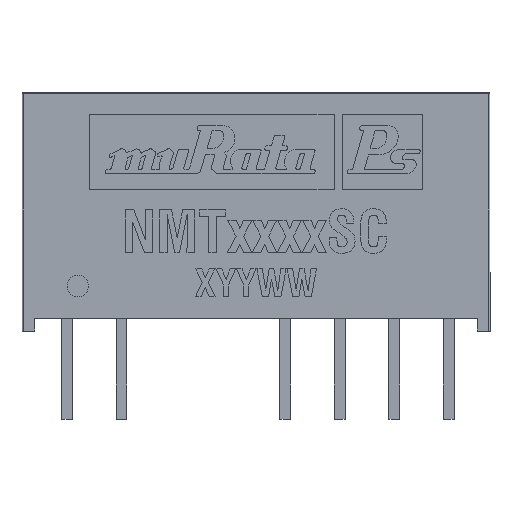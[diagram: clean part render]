
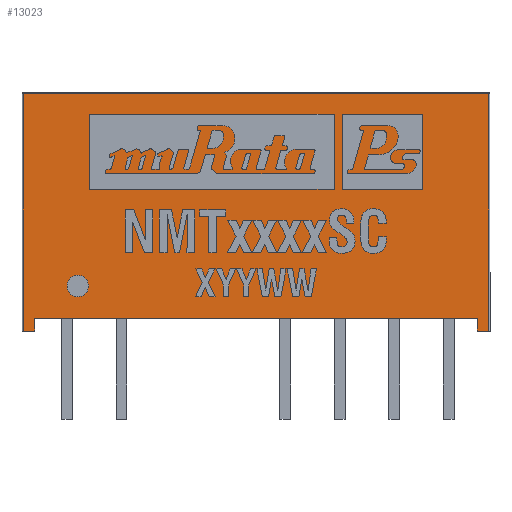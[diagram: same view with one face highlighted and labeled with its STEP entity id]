
A CAD part, top view. The second image highlights one B-rep face of the part: STEP entity #13023.
In plain terms, the highlighted planar face has unit normal (0, 0, 1).
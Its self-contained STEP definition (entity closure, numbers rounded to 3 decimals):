
#315 = DIRECTION ( 'NONE',  ( 0., 1., 0. ) ) ;
#1409 = DIRECTION ( 'NONE',  ( 1., 0., 0. ) ) ;
#1452 = VERTEX_POINT ( 'NONE', #3465 ) ;
#1910 = LINE ( 'NONE', #17258, #6938 ) ;
#2722 = VECTOR ( 'NONE', #14032, 1000. ) ;
#2903 = VECTOR ( 'NONE', #22974, 1000. ) ;
#3109 = CARTESIAN_POINT ( 'NONE',  ( 19.1, 4.1, 1.17 ) ) ;
#3465 = CARTESIAN_POINT ( 'NONE',  ( 19.1, 4.7, 1.17 ) ) ;
#3924 = ORIENTED_EDGE ( 'NONE', *, *, #15000, .F. ) ;
#4401 = VERTEX_POINT ( 'NONE', #19146 ) ;
#5283 = LINE ( 'NONE', #23684, #15987 ) ;
#6656 = EDGE_CURVE ( 'NONE', #21938, #11375, #8635, .T. ) ;
#6938 = VECTOR ( 'NONE', #315, 1000. ) ;
#7542 = ORIENTED_EDGE ( 'NONE', *, *, #25142, .T. ) ;
#7633 = FACE_OUTER_BOUND ( 'NONE', #27584, .T. ) ;
#7936 = ORIENTED_EDGE ( 'NONE', *, *, #10251, .T. ) ;
#8390 = CARTESIAN_POINT ( 'NONE',  ( 19.65, 15.15, 1.17 ) ) ;
#8620 = LINE ( 'NONE', #10143, #2903 ) ;
#8635 = LINE ( 'NONE', #19109, #19352 ) ;
#8955 = VERTEX_POINT ( 'NONE', #19504 ) ;
#9026 = ORIENTED_EDGE ( 'NONE', *, *, #18577, .T. ) ;
#10137 = LINE ( 'NONE', #24535, #26501 ) ;
#10143 = CARTESIAN_POINT ( 'NONE',  ( 19.65, 4.1, 1.17 ) ) ;
#10251 = EDGE_CURVE ( 'NONE', #8955, #1452, #12449, .T. ) ;
#11375 = VERTEX_POINT ( 'NONE', #26608 ) ;
#11442 = DIRECTION ( 'NONE',  ( 1., 0., 0. ) ) ;
#11493 = VERTEX_POINT ( 'NONE', #22798 ) ;
#11946 = CARTESIAN_POINT ( 'NONE',  ( 19.1, 4.1, 1.17 ) ) ;
#12239 = AXIS2_PLACEMENT_3D ( 'NONE', #27060, #14260, #1409 ) ;
#12449 = LINE ( 'NONE', #24170, #18172 ) ;
#12927 = VERTEX_POINT ( 'NONE', #3109 ) ;
#13023 = ADVANCED_FACE ( 'NONE', ( #7633 ), #18462, .F. ) ;
#13076 = EDGE_CURVE ( 'NONE', #4401, #21938, #8620, .T. ) ;
#13310 = LINE ( 'NONE', #11946, #24004 ) ;
#13778 = ORIENTED_EDGE ( 'NONE', *, *, #13076, .T. ) ;
#14032 = DIRECTION ( 'NONE',  ( -1., 0., 0. ) ) ;
#14110 = DIRECTION ( 'NONE',  ( 0., -1., 0. ) ) ;
#14260 = DIRECTION ( 'NONE',  ( 0., 0., -1. ) ) ;
#15000 = EDGE_CURVE ( 'NONE', #11493, #26902, #19161, .T. ) ;
#15086 = ORIENTED_EDGE ( 'NONE', *, *, #17120, .T. ) ;
#15987 = VECTOR ( 'NONE', #23860, 1000. ) ;
#16062 = EDGE_CURVE ( 'NONE', #4401, #12927, #10137, .T. ) ;
#16598 = ORIENTED_EDGE ( 'NONE', *, *, #16062, .F. ) ;
#17120 = EDGE_CURVE ( 'NONE', #1452, #12927, #13310, .T. ) ;
#17175 = CARTESIAN_POINT ( 'NONE',  ( -2.05, 4.1, 1.17 ) ) ;
#17258 = CARTESIAN_POINT ( 'NONE',  ( -1.5, 4.1, 1.17 ) ) ;
#18172 = VECTOR ( 'NONE', #11442, 1000. ) ;
#18462 = PLANE ( 'NONE',  #12239 ) ;
#18577 = EDGE_CURVE ( 'NONE', #11493, #8955, #1910, .T. ) ;
#19109 = CARTESIAN_POINT ( 'NONE',  ( -2.1, 15.15, 1.17 ) ) ;
#19146 = CARTESIAN_POINT ( 'NONE',  ( 19.65, 4.1, 1.17 ) ) ;
#19161 = LINE ( 'NONE', #22768, #2722 ) ;
#19352 = VECTOR ( 'NONE', #23470, 1000. ) ;
#19504 = CARTESIAN_POINT ( 'NONE',  ( -1.5, 4.7, 1.17 ) ) ;
#21938 = VERTEX_POINT ( 'NONE', #8390 ) ;
#22768 = CARTESIAN_POINT ( 'NONE',  ( -2.1, 4.1, 1.17 ) ) ;
#22798 = CARTESIAN_POINT ( 'NONE',  ( -1.5, 4.1, 1.17 ) ) ;
#22974 = DIRECTION ( 'NONE',  ( 0., 1., 0. ) ) ;
#23470 = DIRECTION ( 'NONE',  ( -1., 0., 0. ) ) ;
#23639 = ORIENTED_EDGE ( 'NONE', *, *, #6656, .T. ) ;
#23684 = CARTESIAN_POINT ( 'NONE',  ( -2.05, 4.1, 1.17 ) ) ;
#23860 = DIRECTION ( 'NONE',  ( 0., -1., 0. ) ) ;
#24004 = VECTOR ( 'NONE', #14110, 1000. ) ;
#24170 = CARTESIAN_POINT ( 'NONE',  ( -1.5, 4.7, 1.17 ) ) ;
#24535 = CARTESIAN_POINT ( 'NONE',  ( -2.1, 4.1, 1.17 ) ) ;
#25142 = EDGE_CURVE ( 'NONE', #11375, #26902, #5283, .T. ) ;
#26501 = VECTOR ( 'NONE', #26712, 1000. ) ;
#26608 = CARTESIAN_POINT ( 'NONE',  ( -2.05, 15.15, 1.17 ) ) ;
#26712 = DIRECTION ( 'NONE',  ( -1., 0., 0. ) ) ;
#26902 = VERTEX_POINT ( 'NONE', #17175 ) ;
#27060 = CARTESIAN_POINT ( 'NONE',  ( -2.1, 4.1, 1.17 ) ) ;
#27584 = EDGE_LOOP ( 'NONE', ( #16598, #13778, #23639, #7542, #3924, #9026, #7936, #15086 ) ) ;
